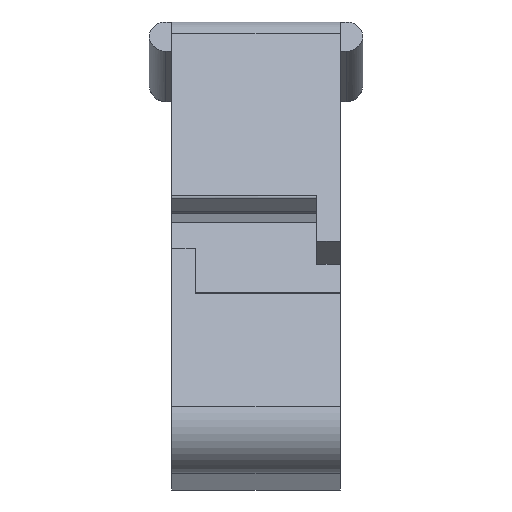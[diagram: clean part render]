
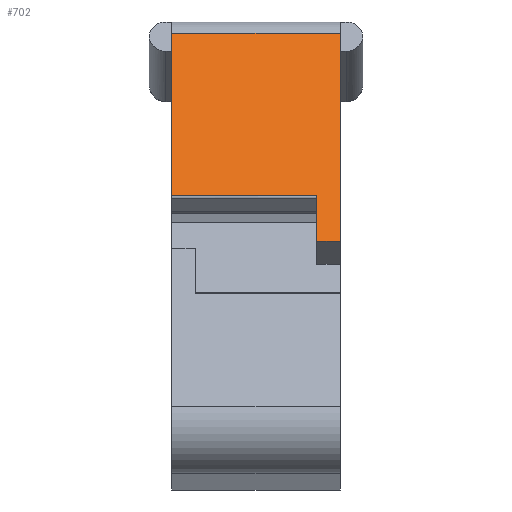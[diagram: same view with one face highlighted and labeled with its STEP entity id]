
A CAD part, front view. The second image highlights one B-rep face of the part: STEP entity #702.
In plain terms, the highlighted planar face has unit normal (0, -0.866, 0.5).
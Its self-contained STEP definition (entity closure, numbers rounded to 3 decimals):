
#666=AXIS2_PLACEMENT_3D('Plane Axis2P3D',#663,#664,#665) ;
#50=CARTESIAN_POINT('Vertex',(8.5,4.506,11.052)) ;
#53=CARTESIAN_POINT('Line Origine',(7.975,4.506,11.052)) ;
#57=CARTESIAN_POINT('Vertex',(7.45,4.506,11.052)) ;
#538=CARTESIAN_POINT('Vertex',(8.5,9.846,20.3)) ;
#541=CARTESIAN_POINT('Line Origine',(8.5,7.176,15.676)) ;
#663=CARTESIAN_POINT('Axis2P3D Location',(4.75,0.268,3.71)) ;
#668=CARTESIAN_POINT('Line Origine',(4.75,9.846,20.3)) ;
#672=CARTESIAN_POINT('Vertex',(1.,9.846,20.3)) ;
#675=CARTESIAN_POINT('Line Origine',(1.,7.759,16.686)) ;
#679=CARTESIAN_POINT('Vertex',(1.,5.673,13.072)) ;
#682=CARTESIAN_POINT('Line Origine',(4.225,5.673,13.072)) ;
#686=CARTESIAN_POINT('Vertex',(7.45,5.673,13.072)) ;
#689=CARTESIAN_POINT('Line Origine',(7.45,5.09,12.062)) ;
#54=DIRECTION('Vector Direction',(-1.,0.,0.)) ;
#542=DIRECTION('Vector Direction',(0.,0.5,0.866)) ;
#664=DIRECTION('Axis2P3D Direction',(0.,0.866,-0.5)) ;
#665=DIRECTION('Axis2P3D XDirection',(0.,0.5,0.866)) ;
#669=DIRECTION('Vector Direction',(1.,0.,0.)) ;
#676=DIRECTION('Vector Direction',(0.,0.5,0.866)) ;
#683=DIRECTION('Vector Direction',(1.,0.,0.)) ;
#690=DIRECTION('Vector Direction',(0.,0.5,0.866)) ;
#55=VECTOR('Line Direction',#54,1.) ;
#543=VECTOR('Line Direction',#542,1.) ;
#670=VECTOR('Line Direction',#669,1.) ;
#677=VECTOR('Line Direction',#676,1.) ;
#684=VECTOR('Line Direction',#683,1.) ;
#691=VECTOR('Line Direction',#690,1.) ;
#695=ORIENTED_EDGE('',*,*,#59,.F.) ;
#696=ORIENTED_EDGE('',*,*,#545,.F.) ;
#697=ORIENTED_EDGE('',*,*,#674,.F.) ;
#698=ORIENTED_EDGE('',*,*,#681,.T.) ;
#699=ORIENTED_EDGE('',*,*,#688,.T.) ;
#700=ORIENTED_EDGE('',*,*,#693,.F.) ;
#702=ADVANCED_FACE('04822_ISGH_EW15.1\\Koerper.2',(#701),#667,.F.) ;
#59=EDGE_CURVE('',#51,#58,#56,.T.) ;
#545=EDGE_CURVE('',#539,#51,#544,.F.) ;
#674=EDGE_CURVE('',#673,#539,#671,.T.) ;
#681=EDGE_CURVE('',#673,#680,#678,.F.) ;
#688=EDGE_CURVE('',#680,#687,#685,.T.) ;
#693=EDGE_CURVE('',#58,#687,#692,.T.) ;
#694=EDGE_LOOP('',(#695,#696,#697,#698,#699,#700)) ;
#701=FACE_OUTER_BOUND('',#694,.T.) ;
#56=LINE('Line',#53,#55) ;
#544=LINE('Line',#541,#543) ;
#671=LINE('Line',#668,#670) ;
#678=LINE('Line',#675,#677) ;
#685=LINE('Line',#682,#684) ;
#692=LINE('Line',#689,#691) ;
#667=PLANE('',#666) ;
#51=VERTEX_POINT('',#50) ;
#58=VERTEX_POINT('',#57) ;
#539=VERTEX_POINT('',#538) ;
#673=VERTEX_POINT('',#672) ;
#680=VERTEX_POINT('',#679) ;
#687=VERTEX_POINT('',#686) ;
